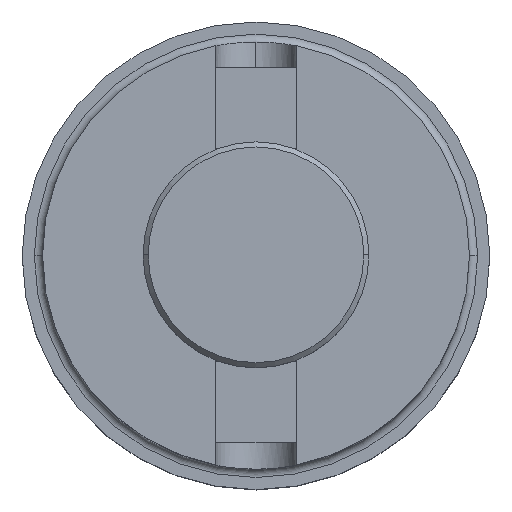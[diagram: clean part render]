
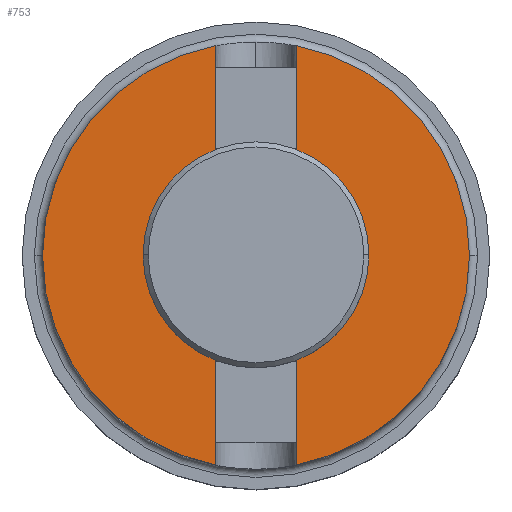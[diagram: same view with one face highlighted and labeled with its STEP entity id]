
A CAD part, top view. The second image highlights one B-rep face of the part: STEP entity #753.
In plain terms, the highlighted planar face has unit normal (0, 0, 1).
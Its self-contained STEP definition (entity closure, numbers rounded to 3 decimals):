
#6 = EDGE_CURVE ( 'NONE', #574, #1606, #10, .T. ) ;
#10 = CIRCLE ( 'NONE', #1269, 9.525 ) ;
#23 = EDGE_CURVE ( 'NONE', #1606, #574, #1856, .T. ) ;
#30 = ORIENTED_EDGE ( 'NONE', *, *, #837, .F. ) ;
#49 = EDGE_CURVE ( 'NONE', #285, #134, #1117, .T. ) ;
#58 = LINE ( 'NONE', #1158, #496 ) ;
#90 = ORIENTED_EDGE ( 'NONE', *, *, #1387, .F. ) ;
#125 = CIRCLE ( 'NONE', #1624, 21. ) ;
#134 = VERTEX_POINT ( 'NONE', #660 ) ;
#151 = LINE ( 'NONE', #1305, #1167 ) ;
#154 = CARTESIAN_POINT ( 'NONE',  ( -3.969, 21., 50.8 ) ) ;
#193 = DIRECTION ( 'NONE',  ( 0., 0., -1. ) ) ;
#198 = CIRCLE ( 'NONE', #1018, 21. ) ;
#208 = DIRECTION ( 'NONE',  ( -1., 0., 0. ) ) ;
#231 = DIRECTION ( 'NONE',  ( 0., -1., 0. ) ) ;
#234 = CARTESIAN_POINT ( 'NONE',  ( 3.969, 27.5, 50.8 ) ) ;
#253 = EDGE_CURVE ( 'NONE', #285, #1159, #1065, .T. ) ;
#285 = VERTEX_POINT ( 'NONE', #1423 ) ;
#326 = CARTESIAN_POINT ( 'NONE',  ( 3.969, 18.43, 50.8 ) ) ;
#349 = CARTESIAN_POINT ( 'NONE',  ( 3.969, 10.5, 50.8 ) ) ;
#352 = AXIS2_PLACEMENT_3D ( 'NONE', #634, #640, #1790 ) ;
#359 = LINE ( 'NONE', #695, #1794 ) ;
#369 = ORIENTED_EDGE ( 'NONE', *, *, #596, .T. ) ;
#385 = VECTOR ( 'NONE', #509, 1000. ) ;
#402 = FACE_BOUND ( 'NONE', #1590, .T. ) ;
#414 = ORIENTED_EDGE ( 'NONE', *, *, #49, .F. ) ;
#417 = PLANE ( 'NONE',  #1763 ) ;
#420 = VERTEX_POINT ( 'NONE', #570 ) ;
#435 = EDGE_CURVE ( 'NONE', #1353, #883, #1702, .T. ) ;
#436 = CARTESIAN_POINT ( 'NONE',  ( -21., 0., 50.8 ) ) ;
#458 = VERTEX_POINT ( 'NONE', #1587 ) ;
#459 = ORIENTED_EDGE ( 'NONE', *, *, #568, .F. ) ;
#480 = DIRECTION ( 'NONE',  ( 1., 0., 0. ) ) ;
#482 = ORIENTED_EDGE ( 'NONE', *, *, #435, .F. ) ;
#493 = CARTESIAN_POINT ( 'NONE',  ( 3.969, 21., 50.8 ) ) ;
#496 = VECTOR ( 'NONE', #1293, 1000. ) ;
#500 = CARTESIAN_POINT ( 'NONE',  ( -3.969, 18.43, 50.8 ) ) ;
#501 = EDGE_CURVE ( 'NONE', #1809, #420, #1594, .T. ) ;
#503 = EDGE_CURVE ( 'NONE', #458, #945, #1705, .T. ) ;
#509 = DIRECTION ( 'NONE',  ( 0., -1., 0. ) ) ;
#544 = CARTESIAN_POINT ( 'NONE',  ( 0., 0., 50.8 ) ) ;
#548 = ORIENTED_EDGE ( 'NONE', *, *, #1599, .F. ) ;
#568 = EDGE_CURVE ( 'NONE', #420, #1236, #1313, .T. ) ;
#570 = CARTESIAN_POINT ( 'NONE',  ( 3.969, -20.622, 50.8 ) ) ;
#574 = VERTEX_POINT ( 'NONE', #986 ) ;
#582 = EDGE_CURVE ( 'NONE', #883, #1057, #198, .T. ) ;
#596 = EDGE_CURVE ( 'NONE', #617, #1495, #359, .T. ) ;
#602 = FACE_OUTER_BOUND ( 'NONE', #1092, .T. ) ;
#617 = VERTEX_POINT ( 'NONE', #1261 ) ;
#620 = ORIENTED_EDGE ( 'NONE', *, *, #935, .T. ) ;
#622 = LINE ( 'NONE', #154, #930 ) ;
#624 = LINE ( 'NONE', #493, #385 ) ;
#634 = CARTESIAN_POINT ( 'NONE',  ( 0., 0., 50.8 ) ) ;
#640 = DIRECTION ( 'NONE',  ( 0., 0., -1. ) ) ;
#660 = CARTESIAN_POINT ( 'NONE',  ( 3.969, 10.5, 50.8 ) ) ;
#682 = CARTESIAN_POINT ( 'NONE',  ( 3.969, -27.5, 50.8 ) ) ;
#684 = EDGE_CURVE ( 'NONE', #1057, #1159, #58, .T. ) ;
#692 = DIRECTION ( 'NONE',  ( 0., 0., -1. ) ) ;
#695 = CARTESIAN_POINT ( 'NONE',  ( 3.969, -10.5, 50.8 ) ) ;
#710 = AXIS2_PLACEMENT_3D ( 'NONE', #544, #1106, #1128 ) ;
#712 = CARTESIAN_POINT ( 'NONE',  ( 0., 0., 50.8 ) ) ;
#722 = DIRECTION ( 'NONE',  ( -1., 0., 0. ) ) ;
#723 = CARTESIAN_POINT ( 'NONE',  ( 21., 0., 50.8 ) ) ;
#742 = DIRECTION ( 'NONE',  ( 0., -1., 0. ) ) ;
#753 = ADVANCED_FACE ( 'NONE', ( #602, #402 ), #417, .T. ) ;
#776 = ORIENTED_EDGE ( 'NONE', *, *, #684, .F. ) ;
#794 = VECTOR ( 'NONE', #480, 1000. ) ;
#809 = CARTESIAN_POINT ( 'NONE',  ( -3.969, -20.622, 50.8 ) ) ;
#837 = EDGE_CURVE ( 'NONE', #1236, #1495, #151, .T. ) ;
#849 = DIRECTION ( 'NONE',  ( -1., 0., 0. ) ) ;
#883 = VERTEX_POINT ( 'NONE', #436 ) ;
#890 = DIRECTION ( 'NONE',  ( 0., 1., 0. ) ) ;
#930 = VECTOR ( 'NONE', #742, 1000. ) ;
#931 = CARTESIAN_POINT ( 'NONE',  ( 3.969, -18.43, 50.8 ) ) ;
#935 = EDGE_CURVE ( 'NONE', #1353, #1562, #1736, .T. ) ;
#945 = VERTEX_POINT ( 'NONE', #326 ) ;
#949 = CARTESIAN_POINT ( 'NONE',  ( -3.969, 20.622, 50.8 ) ) ;
#986 = CARTESIAN_POINT ( 'NONE',  ( -9.525, 0., 50.8 ) ) ;
#1002 = DIRECTION ( 'NONE',  ( 1., 0., 0. ) ) ;
#1013 = CARTESIAN_POINT ( 'NONE',  ( 3.969, -10.5, 50.8 ) ) ;
#1018 = AXIS2_PLACEMENT_3D ( 'NONE', #1151, #1840, #849 ) ;
#1057 = VERTEX_POINT ( 'NONE', #949 ) ;
#1065 = LINE ( 'NONE', #1133, #1811 ) ;
#1082 = ORIENTED_EDGE ( 'NONE', *, *, #503, .T. ) ;
#1092 = EDGE_LOOP ( 'NONE', ( #620, #548, #369, #30, #459, #1631, #90, #1082, #1334, #414, #1568, #776, #1667, #482 ) ) ;
#1106 = DIRECTION ( 'NONE',  ( 0., 0., -1. ) ) ;
#1117 = LINE ( 'NONE', #349, #794 ) ;
#1122 = DIRECTION ( 'NONE',  ( 0., 0., 1. ) ) ;
#1128 = DIRECTION ( 'NONE',  ( -1., 0., 0. ) ) ;
#1133 = CARTESIAN_POINT ( 'NONE',  ( -3.969, 21., 50.8 ) ) ;
#1151 = CARTESIAN_POINT ( 'NONE',  ( 0., 0., 50.8 ) ) ;
#1158 = CARTESIAN_POINT ( 'NONE',  ( -3.969, 27.5, 50.8 ) ) ;
#1159 = VERTEX_POINT ( 'NONE', #500 ) ;
#1167 = VECTOR ( 'NONE', #890, 1000. ) ;
#1173 = EDGE_CURVE ( 'NONE', #945, #134, #624, .T. ) ;
#1191 = DIRECTION ( 'NONE',  ( 1., 0., 0. ) ) ;
#1229 = VECTOR ( 'NONE', #1823, 1000. ) ;
#1234 = AXIS2_PLACEMENT_3D ( 'NONE', #1295, #1431, #722 ) ;
#1236 = VERTEX_POINT ( 'NONE', #931 ) ;
#1261 = CARTESIAN_POINT ( 'NONE',  ( -3.969, -10.5, 50.8 ) ) ;
#1269 = AXIS2_PLACEMENT_3D ( 'NONE', #1510, #193, #208 ) ;
#1276 = DIRECTION ( 'NONE',  ( 0., 1., 0. ) ) ;
#1293 = DIRECTION ( 'NONE',  ( 0., -1., 0. ) ) ;
#1295 = CARTESIAN_POINT ( 'NONE',  ( 0., 0., 50.8 ) ) ;
#1305 = CARTESIAN_POINT ( 'NONE',  ( 3.969, 21., 50.8 ) ) ;
#1313 = LINE ( 'NONE', #682, #1229 ) ;
#1318 = CARTESIAN_POINT ( 'NONE',  ( 9.525, 0., 50.8 ) ) ;
#1334 = ORIENTED_EDGE ( 'NONE', *, *, #1173, .T. ) ;
#1353 = VERTEX_POINT ( 'NONE', #809 ) ;
#1387 = EDGE_CURVE ( 'NONE', #458, #1809, #125, .T. ) ;
#1421 = ORIENTED_EDGE ( 'NONE', *, *, #23, .T. ) ;
#1423 = CARTESIAN_POINT ( 'NONE',  ( -3.969, 10.5, 50.8 ) ) ;
#1430 = CARTESIAN_POINT ( 'NONE',  ( 0., 21., 50.8 ) ) ;
#1431 = DIRECTION ( 'NONE',  ( 0., 0., -1. ) ) ;
#1441 = VECTOR ( 'NONE', #1491, 1000. ) ;
#1491 = DIRECTION ( 'NONE',  ( 0., 1., 0. ) ) ;
#1495 = VERTEX_POINT ( 'NONE', #1013 ) ;
#1510 = CARTESIAN_POINT ( 'NONE',  ( 0., 0., 50.8 ) ) ;
#1562 = VERTEX_POINT ( 'NONE', #1585 ) ;
#1568 = ORIENTED_EDGE ( 'NONE', *, *, #253, .T. ) ;
#1585 = CARTESIAN_POINT ( 'NONE',  ( -3.969, -18.43, 50.8 ) ) ;
#1587 = CARTESIAN_POINT ( 'NONE',  ( 3.969, 20.622, 50.8 ) ) ;
#1590 = EDGE_LOOP ( 'NONE', ( #1808, #1421 ) ) ;
#1594 = CIRCLE ( 'NONE', #710, 21. ) ;
#1599 = EDGE_CURVE ( 'NONE', #617, #1562, #622, .T. ) ;
#1606 = VERTEX_POINT ( 'NONE', #1318 ) ;
#1624 = AXIS2_PLACEMENT_3D ( 'NONE', #712, #692, #1701 ) ;
#1631 = ORIENTED_EDGE ( 'NONE', *, *, #501, .F. ) ;
#1667 = ORIENTED_EDGE ( 'NONE', *, *, #582, .F. ) ;
#1701 = DIRECTION ( 'NONE',  ( -1., 0., 0. ) ) ;
#1702 = CIRCLE ( 'NONE', #1234, 21. ) ;
#1705 = LINE ( 'NONE', #234, #1835 ) ;
#1736 = LINE ( 'NONE', #1760, #1441 ) ;
#1760 = CARTESIAN_POINT ( 'NONE',  ( -3.969, -27.5, 50.8 ) ) ;
#1763 = AXIS2_PLACEMENT_3D ( 'NONE', #1430, #1122, #1191 ) ;
#1790 = DIRECTION ( 'NONE',  ( -1., 0., 0. ) ) ;
#1794 = VECTOR ( 'NONE', #1002, 1000. ) ;
#1808 = ORIENTED_EDGE ( 'NONE', *, *, #6, .T. ) ;
#1809 = VERTEX_POINT ( 'NONE', #723 ) ;
#1811 = VECTOR ( 'NONE', #1276, 1000. ) ;
#1823 = DIRECTION ( 'NONE',  ( 0., 1., 0. ) ) ;
#1835 = VECTOR ( 'NONE', #231, 1000. ) ;
#1840 = DIRECTION ( 'NONE',  ( 0., 0., -1. ) ) ;
#1856 = CIRCLE ( 'NONE', #352, 9.525 ) ;
